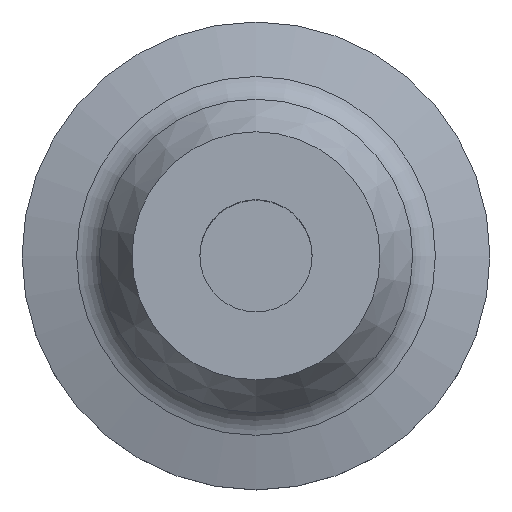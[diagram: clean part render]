
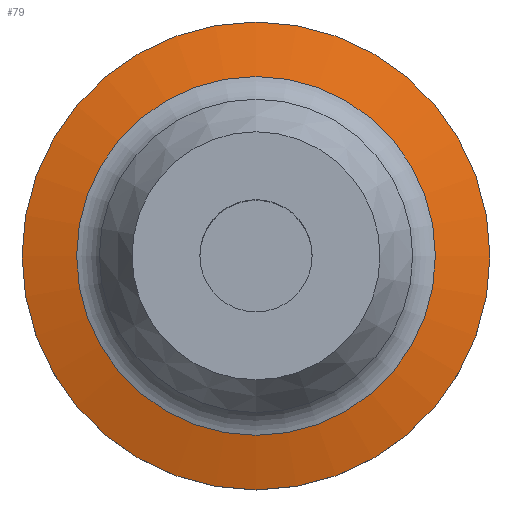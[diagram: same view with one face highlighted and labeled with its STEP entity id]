
A CAD part, top view. The second image highlights one B-rep face of the part: STEP entity #79.
In plain terms, the highlighted conical face has half-angle 74.94 degrees and reference radius 17.569 mm.
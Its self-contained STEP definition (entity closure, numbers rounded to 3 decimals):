
#44=CONICAL_SURFACE('',#192,17.569,74.94);
#62=FACE_BOUND('',#105,.T.);
#63=FACE_BOUND('',#106,.T.);
#79=ADVANCED_FACE('',(#62,#63),#44,.T.);
#105=EDGE_LOOP('',(#129));
#106=EDGE_LOOP('',(#130));
#129=ORIENTED_EDGE('',*,*,#159,.T.);
#130=ORIENTED_EDGE('',*,*,#158,.T.);
#146=VERTEX_POINT('',#274);
#147=VERTEX_POINT('',#277);
#158=EDGE_CURVE('',#146,#146,#170,.T.);
#159=EDGE_CURVE('',#147,#147,#171,.T.);
#170=CIRCLE('',#189,25.);
#171=CIRCLE('',#191,19.169);
#189=AXIS2_PLACEMENT_3D('',#273,#228,#229);
#191=AXIS2_PLACEMENT_3D('',#276,#232,#233);
#192=AXIS2_PLACEMENT_3D('',#278,#234,#235);
#228=DIRECTION('',(0.,0.,1.));
#229=DIRECTION('',(0.,-1.,0.));
#232=DIRECTION('',(0.,0.,-1.));
#233=DIRECTION('',(0.,1.,0.));
#234=DIRECTION('',(0.,0.,-1.));
#235=DIRECTION('',(0.,1.,0.));
#273=CARTESIAN_POINT('',(0.,0.,5.));
#274=CARTESIAN_POINT('',(0.,-25.,5.));
#276=CARTESIAN_POINT('',(0.,0.,6.569));
#277=CARTESIAN_POINT('',(0.,19.169,6.569));
#278=CARTESIAN_POINT('',(0.,0.,6.999));
